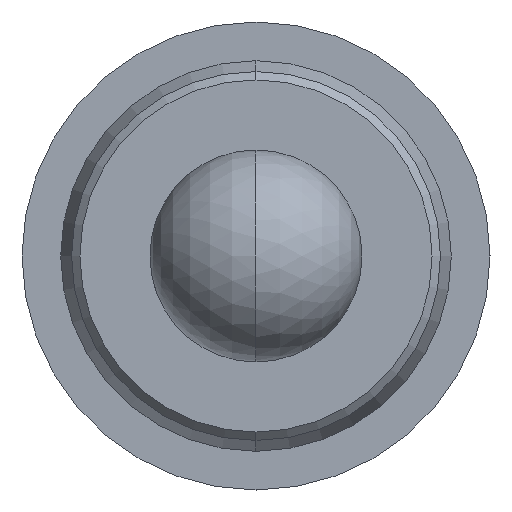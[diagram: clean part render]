
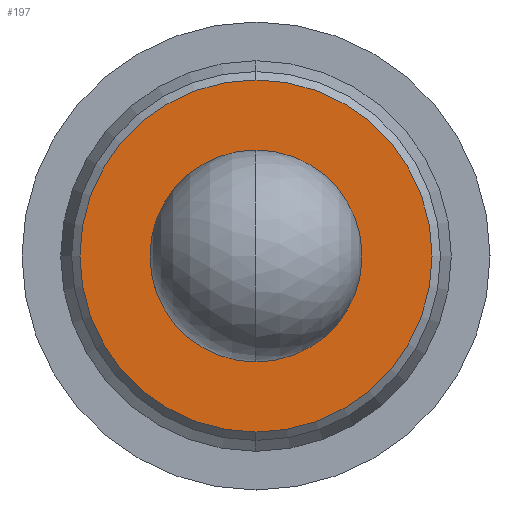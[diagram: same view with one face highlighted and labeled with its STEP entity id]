
A CAD part, left-side view. The second image highlights one B-rep face of the part: STEP entity #197.
In plain terms, the highlighted planar face has unit normal (-1, 0, 0).
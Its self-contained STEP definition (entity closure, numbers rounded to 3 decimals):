
#7 = PLANE ( 'NONE',  #251 ) ;
#59 = DIRECTION ( 'NONE',  ( -1., 0., 0. ) ) ;
#75 = FACE_BOUND ( 'NONE', #744, .T. ) ;
#89 = DIRECTION ( 'NONE',  ( 0., 0., -1. ) ) ;
#125 = EDGE_LOOP ( 'NONE', ( #899, #948 ) ) ;
#154 = EDGE_CURVE ( 'NONE', #442, #592, #938, .T. ) ;
#157 = CARTESIAN_POINT ( 'NONE',  ( -4.05, 0., 0. ) ) ;
#193 = AXIS2_PLACEMENT_3D ( 'NONE', #237, #530, #452 ) ;
#194 = ORIENTED_EDGE ( 'NONE', *, *, #769, .T. ) ;
#197 = ADVANCED_FACE ( 'NONE', ( #749, #75 ), #7, .T. ) ;
#237 = CARTESIAN_POINT ( 'NONE',  ( -4.05, 0., 0. ) ) ;
#251 = AXIS2_PLACEMENT_3D ( 'NONE', #806, #364, #733 ) ;
#278 = VERTEX_POINT ( 'NONE', #607 ) ;
#342 = DIRECTION ( 'NONE',  ( 0., 0., 1. ) ) ;
#353 = DIRECTION ( 'NONE',  ( -1., 0., 0. ) ) ;
#364 = DIRECTION ( 'NONE',  ( -1., 0., 0. ) ) ;
#410 = DIRECTION ( 'NONE',  ( 0., 0., 1. ) ) ;
#422 = AXIS2_PLACEMENT_3D ( 'NONE', #560, #353, #342 ) ;
#438 = CIRCLE ( 'NONE', #525, 0.635 ) ;
#442 = VERTEX_POINT ( 'NONE', #638 ) ;
#452 = DIRECTION ( 'NONE',  ( 0., 0., -1. ) ) ;
#461 = DIRECTION ( 'NONE',  ( 1., 0., 0. ) ) ;
#525 = AXIS2_PLACEMENT_3D ( 'NONE', #157, #461, #89 ) ;
#530 = DIRECTION ( 'NONE',  ( 1., 0., 0. ) ) ;
#560 = CARTESIAN_POINT ( 'NONE',  ( -4.05, 0., 0. ) ) ;
#579 = AXIS2_PLACEMENT_3D ( 'NONE', #727, #59, #410 ) ;
#592 = VERTEX_POINT ( 'NONE', #881 ) ;
#593 = EDGE_CURVE ( 'NONE', #592, #442, #765, .T. ) ;
#607 = CARTESIAN_POINT ( 'NONE',  ( -4.05, 0., -0.635 ) ) ;
#609 = CIRCLE ( 'NONE', #193, 0.635 ) ;
#638 = CARTESIAN_POINT ( 'NONE',  ( -4.05, 0., 1.055 ) ) ;
#656 = VERTEX_POINT ( 'NONE', #819 ) ;
#727 = CARTESIAN_POINT ( 'NONE',  ( -4.05, 0., 0. ) ) ;
#730 = ORIENTED_EDGE ( 'NONE', *, *, #797, .T. ) ;
#733 = DIRECTION ( 'NONE',  ( 0., 0., 1. ) ) ;
#744 = EDGE_LOOP ( 'NONE', ( #194, #730 ) ) ;
#749 = FACE_OUTER_BOUND ( 'NONE', #125, .T. ) ;
#765 = CIRCLE ( 'NONE', #422, 1.055 ) ;
#769 = EDGE_CURVE ( 'NONE', #278, #656, #609, .T. ) ;
#797 = EDGE_CURVE ( 'NONE', #656, #278, #438, .T. ) ;
#806 = CARTESIAN_POINT ( 'NONE',  ( -4.05, 0.635, 0. ) ) ;
#819 = CARTESIAN_POINT ( 'NONE',  ( -4.05, 0., 0.635 ) ) ;
#881 = CARTESIAN_POINT ( 'NONE',  ( -4.05, 0., -1.055 ) ) ;
#899 = ORIENTED_EDGE ( 'NONE', *, *, #593, .T. ) ;
#938 = CIRCLE ( 'NONE', #579, 1.055 ) ;
#948 = ORIENTED_EDGE ( 'NONE', *, *, #154, .T. ) ;
